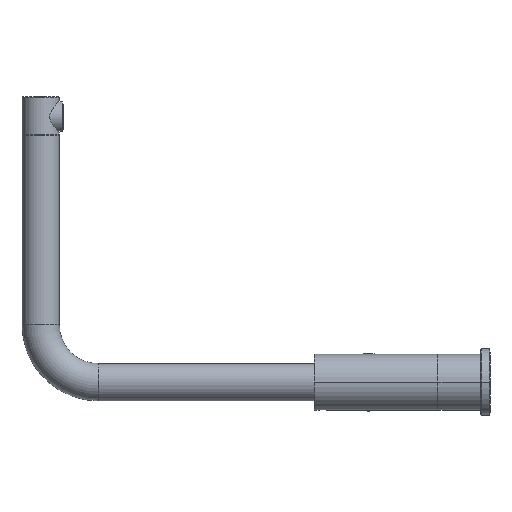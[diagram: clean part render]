
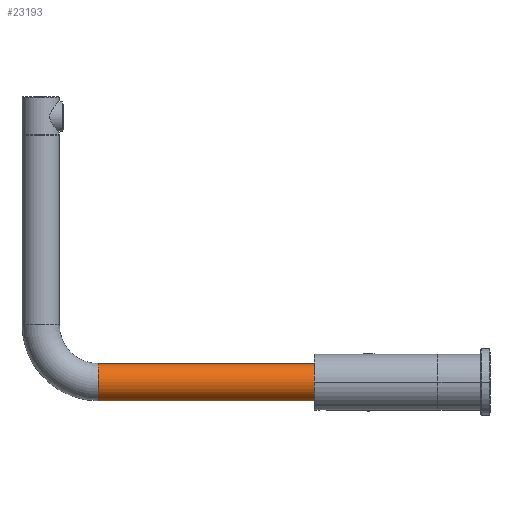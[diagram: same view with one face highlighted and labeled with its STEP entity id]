
A CAD part, left-side view. The second image highlights one B-rep face of the part: STEP entity #23193.
In plain terms, the highlighted cylindrical face has radius 14 mm (diameter 28 mm), a partial arc.
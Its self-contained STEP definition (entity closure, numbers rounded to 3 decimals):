
#22803=DIRECTION('',(0.,0.,1.));
#22804=VECTOR('',#22803,162.);
#22805=CARTESIAN_POINT('',(14.,0.,-162.));
#22806=LINE('',#22805,#22804);
#22807=CARTESIAN_POINT('',(0.,0.,0.));
#22808=DIRECTION('',(0.,0.,-1.));
#22809=DIRECTION('',(-1.,0.,0.));
#22810=AXIS2_PLACEMENT_3D('',#22807,#22808,#22809);
#22827=DIRECTION('',(0.,0.,1.));
#22828=VECTOR('',#22827,162.);
#22829=CARTESIAN_POINT('',(-14.,0.,-162.));
#22830=LINE('',#22829,#22828);
#22846=CARTESIAN_POINT('',(0.,0.,-162.));
#22847=DIRECTION('',(0.,0.,1.));
#22848=DIRECTION('',(1.,0.,0.));
#22849=AXIS2_PLACEMENT_3D('',#22846,#22847,#22848);
#23113=CARTESIAN_POINT('',(-14.,0.,0.));
#23114=CARTESIAN_POINT('',(14.,0.,0.));
#23115=VERTEX_POINT('',#23113);
#23116=VERTEX_POINT('',#23114);
#23117=CARTESIAN_POINT('',(-14.,0.,-162.));
#23118=VERTEX_POINT('',#23117);
#23119=CARTESIAN_POINT('',(14.,0.,-162.));
#23120=VERTEX_POINT('',#23119);
#23178=CARTESIAN_POINT('',(0.,0.,0.));
#23179=DIRECTION('',(0.,0.,-1.));
#23180=DIRECTION('',(-1.,0.,0.));
#23181=AXIS2_PLACEMENT_3D('',#23178,#23179,#23180);
#23182=CYLINDRICAL_SURFACE('',#23181,14.);
#23184=ORIENTED_EDGE('',*,*,#23183,.F.);
#23186=ORIENTED_EDGE('',*,*,#23185,.F.);
#23188=ORIENTED_EDGE('',*,*,#23187,.F.);
#23190=ORIENTED_EDGE('',*,*,#23189,.T.);
#23191=EDGE_LOOP('',(#23184,#23186,#23188,#23190));
#23192=FACE_OUTER_BOUND('',#23191,.F.);
#23193=ADVANCED_FACE('',(#23192),#23182,.T.);
#22811=CIRCLE('',#22810,14.);
#22850=CIRCLE('',#22849,14.);
#23183=EDGE_CURVE('',#23115,#23116,#22811,.T.);
#23185=EDGE_CURVE('',#23118,#23115,#22830,.T.);
#23187=EDGE_CURVE('',#23120,#23118,#22850,.T.);
#23189=EDGE_CURVE('',#23120,#23116,#22806,.T.);
